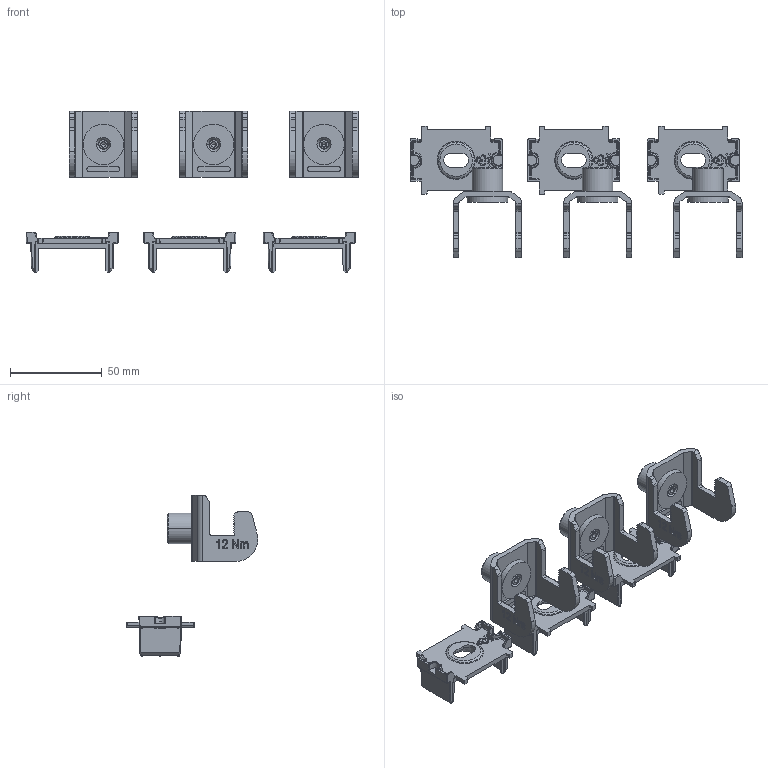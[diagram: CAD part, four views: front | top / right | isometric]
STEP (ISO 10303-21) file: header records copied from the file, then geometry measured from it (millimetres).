
FILE_DESCRIPTION((''),'2;1');
FILE_NAME('1SEP619498R0001_A_ASM_1_ASM_ASM','2022-02-07T15:41:40',('CNANWAN3'),(''),'CREO PARAMETRIC BY PTC INC, 2020044','CREO PARAMETRIC BY PTC INC, 2020044','');
FILE_SCHEMA(('CONFIG_CONTROL_DESIGN'));
Length unit declared in the file: millimetre
Products named in the file (10): 1SEP619289P0001_A03_1_1; 1SEP619290P0001_A03_1_1; 1SEP619497R0001_A_ASM_1_ASM_1_ASM; 1SEP619244P0001_A04_3492_1_1; 1SEP619244P0001_A04_128105_1_1; 1SEP619244P0001_A04_ASM_1_ASM_1_ASM; 1SEP619502R0001_A_ASM_1_ASM_1_ASM; 1SEP619279P0001_A01_1_1; 1SEP619498R0001_A_ASM_1_ASM_1_ASM; 1SEP619498R0001_A_ASM_1_ASM_ASM
Assembly tree (13 placements, depth 5):
  1SEP619498R0001_A_ASM_1_ASM_ASM
    1SEP619498R0001_A_ASM_1_ASM_1_ASM
      1SEP619502R0001_A_ASM_1_ASM_1_ASM  x3
        1SEP619497R0001_A_ASM_1_ASM_1_ASM
          1SEP619289P0001_A03_1_1
          1SEP619290P0001_A03_1_1
        1SEP619244P0001_A04_ASM_1_ASM_1_ASM
          1SEP619244P0001_A04_3492_1_1
          1SEP619244P0001_A04_128105_1_1
      1SEP619279P0001_A01_1_1  x3
Bounding box: 180.61 x 71.62 x 87.79 mm (x, y, z)
Volume: 34241.1 mm3; surface area: 46253.1 mm2
Topology: 12 solids, 69 shells, 3030 faces, 9690 edges, 6675 vertices
Faces by surface type: plane 1422, cylinder 756, extrusion 339, bspline 156, sphere 144, cone 114, torus 99
Entity records: 47742 total; most frequent: CARTESIAN_POINT 20403, ORIENTED_EDGE 6015, DIRECTION 4888, EDGE_CURVE 3173, VERTEX_POINT 2225, VECTOR 1988, LINE 1875, AXIS2_PLACEMENT_3D 1450
